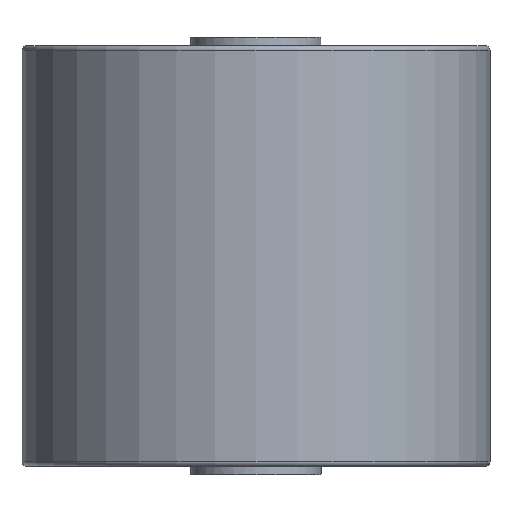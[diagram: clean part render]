
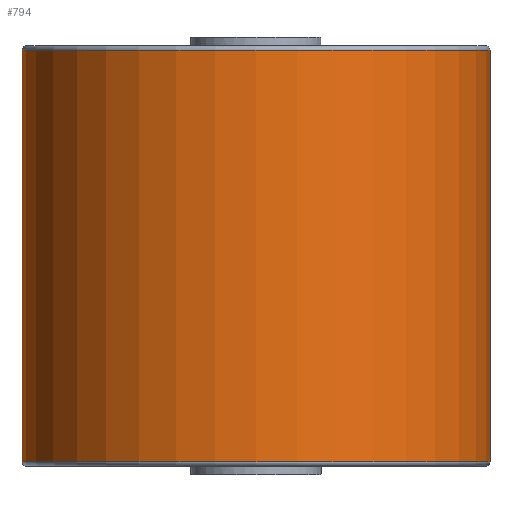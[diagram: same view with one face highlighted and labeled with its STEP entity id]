
A CAD part, front view. The second image highlights one B-rep face of the part: STEP entity #794.
In plain terms, the highlighted cylindrical face has radius 27 mm (diameter 54 mm), a partial arc.
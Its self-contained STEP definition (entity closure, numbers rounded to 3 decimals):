
#357 = AXIS2_PLACEMENT_3D ( 'NONE', #967, #1036, #1498 ) ;
#468 = AXIS2_PLACEMENT_3D ( 'NONE', #709, #5301, #4754 ) ;
#684 = CIRCLE ( 'NONE', #468, 27. ) ;
#709 = CARTESIAN_POINT ( 'NONE',  ( 0., 0., 23.75 ) ) ;
#794 = ADVANCED_FACE ( 'NONE', ( #1957 ), #3741, .T. ) ;
#879 = CARTESIAN_POINT ( 'NONE',  ( 0., 0., -23.75 ) ) ;
#927 = CARTESIAN_POINT ( 'NONE',  ( 27., 0., -23.75 ) ) ;
#954 = EDGE_CURVE ( 'NONE', #2972, #2116, #684, .T. ) ;
#967 = CARTESIAN_POINT ( 'NONE',  ( 0., 0., 25.25 ) ) ;
#1015 = VERTEX_POINT ( 'NONE', #6397 ) ;
#1036 = DIRECTION ( 'NONE',  ( 0., 0., 1. ) ) ;
#1096 = ORIENTED_EDGE ( 'NONE', *, *, #954, .T. ) ;
#1373 = DIRECTION ( 'NONE',  ( 0., 0., 1. ) ) ;
#1475 = ORIENTED_EDGE ( 'NONE', *, *, #3579, .F. ) ;
#1498 = DIRECTION ( 'NONE',  ( 1., 0., 0. ) ) ;
#1526 = CIRCLE ( 'NONE', #2122, 27. ) ;
#1712 = LINE ( 'NONE', #5530, #4521 ) ;
#1923 = CARTESIAN_POINT ( 'NONE',  ( 27., 0., 23.75 ) ) ;
#1957 = FACE_OUTER_BOUND ( 'NONE', #3504, .T. ) ;
#2116 = VERTEX_POINT ( 'NONE', #5945 ) ;
#2122 = AXIS2_PLACEMENT_3D ( 'NONE', #879, #1373, #4453 ) ;
#2185 = LINE ( 'NONE', #2625, #6558 ) ;
#2462 = EDGE_CURVE ( 'NONE', #5106, #2972, #1712, .T. ) ;
#2625 = CARTESIAN_POINT ( 'NONE',  ( -27., 0., 25.25 ) ) ;
#2972 = VERTEX_POINT ( 'NONE', #1923 ) ;
#3415 = EDGE_CURVE ( 'NONE', #1015, #5106, #1526, .T. ) ;
#3504 = EDGE_LOOP ( 'NONE', ( #1475, #4049, #6197, #1096 ) ) ;
#3579 = EDGE_CURVE ( 'NONE', #1015, #2116, #2185, .T. ) ;
#3741 = CYLINDRICAL_SURFACE ( 'NONE', #357, 27. ) ;
#4049 = ORIENTED_EDGE ( 'NONE', *, *, #3415, .T. ) ;
#4453 = DIRECTION ( 'NONE',  ( 1., 0., 0. ) ) ;
#4521 = VECTOR ( 'NONE', #6043, 1000. ) ;
#4754 = DIRECTION ( 'NONE',  ( -1., 0., 0. ) ) ;
#5106 = VERTEX_POINT ( 'NONE', #927 ) ;
#5162 = DIRECTION ( 'NONE',  ( 0., 0., 1. ) ) ;
#5301 = DIRECTION ( 'NONE',  ( 0., 0., -1. ) ) ;
#5530 = CARTESIAN_POINT ( 'NONE',  ( 27., 0., 25.25 ) ) ;
#5945 = CARTESIAN_POINT ( 'NONE',  ( -27., 0., 23.75 ) ) ;
#6043 = DIRECTION ( 'NONE',  ( 0., 0., 1. ) ) ;
#6197 = ORIENTED_EDGE ( 'NONE', *, *, #2462, .T. ) ;
#6397 = CARTESIAN_POINT ( 'NONE',  ( -27., 0., -23.75 ) ) ;
#6558 = VECTOR ( 'NONE', #5162, 1000. ) ;
